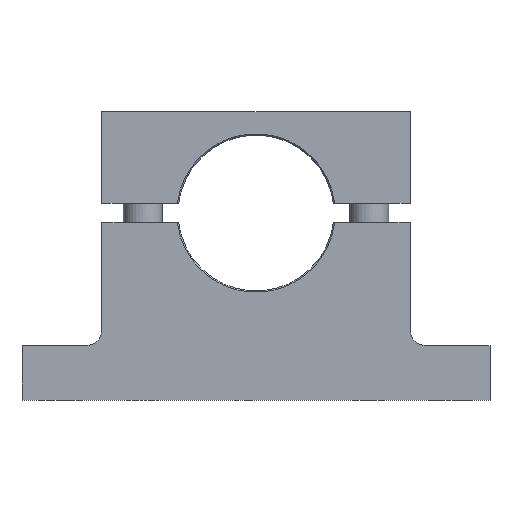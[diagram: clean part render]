
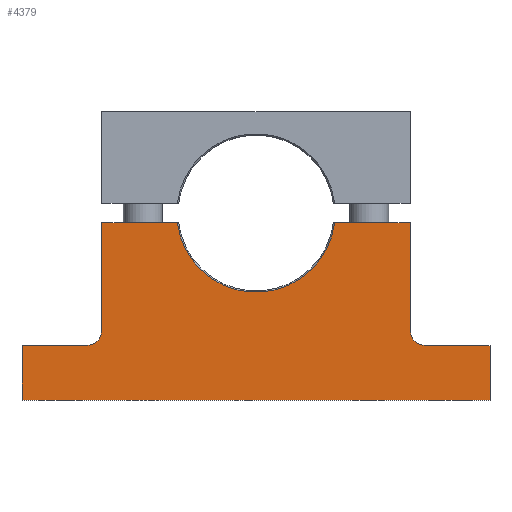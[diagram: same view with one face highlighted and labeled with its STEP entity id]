
A CAD part, top view. The second image highlights one B-rep face of the part: STEP entity #4379.
In plain terms, the highlighted planar face has unit normal (0, 0, 1).
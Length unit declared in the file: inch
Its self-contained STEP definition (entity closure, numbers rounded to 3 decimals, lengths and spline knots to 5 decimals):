
#29 = ORIENTED_EDGE ( 'NONE', *, *, #3949, .F. ) ;
#43 = CIRCLE ( 'NONE', #1972, 0.125 ) ;
#92 = LINE ( 'NONE', #1511, #2026 ) ;
#109 = DIRECTION ( 'NONE',  ( 1., 0., 0. ) ) ;
#133 = CARTESIAN_POINT ( 'NONE',  ( -1.2345, -0.07813, 0.375 ) ) ;
#183 = CARTESIAN_POINT ( 'NONE',  ( 1.3595, -1.0625, 0.375 ) ) ;
#210 = VERTEX_POINT ( 'NONE', #1230 ) ;
#241 = VECTOR ( 'NONE', #1623, 39.37008 ) ;
#282 = CARTESIAN_POINT ( 'NONE',  ( 1.2345, -0.07813, 0.375 ) ) ;
#380 = CARTESIAN_POINT ( 'NONE',  ( 1.875, -1.0625, 0.375 ) ) ;
#415 = EDGE_CURVE ( 'NONE', #4831, #4898, #4035, .T. ) ;
#516 = EDGE_LOOP ( 'NONE', ( #3266, #2969, #2214, #4659, #2077, #2680, #4010, #2374, #29, #1775, #830, #2478 ) ) ;
#525 = EDGE_CURVE ( 'NONE', #1196, #210, #3850, .T. ) ;
#597 = EDGE_CURVE ( 'NONE', #1408, #4177, #4328, .T. ) ;
#610 = CIRCLE ( 'NONE', #1825, 0.635 ) ;
#637 = VERTEX_POINT ( 'NONE', #1636 ) ;
#825 = EDGE_CURVE ( 'NONE', #4287, #4532, #3008, .T. ) ;
#830 = ORIENTED_EDGE ( 'NONE', *, *, #415, .F. ) ;
#838 = DIRECTION ( 'NONE',  ( 0., 0., -1. ) ) ;
#947 = DIRECTION ( 'NONE',  ( 0., 0., -1. ) ) ;
#1005 = LINE ( 'NONE', #380, #3948 ) ;
#1119 = CARTESIAN_POINT ( 'NONE',  ( -0.63018, -0.07813, 0.375 ) ) ;
#1196 = VERTEX_POINT ( 'NONE', #2360 ) ;
#1211 = CARTESIAN_POINT ( 'NONE',  ( 0., -0.91841, 0.375 ) ) ;
#1230 = CARTESIAN_POINT ( 'NONE',  ( -1.2345, -0.07813, 0.375 ) ) ;
#1305 = CARTESIAN_POINT ( 'NONE',  ( 0.6201, -0.07813, 0.375 ) ) ;
#1347 = FACE_OUTER_BOUND ( 'NONE', #516, .T. ) ;
#1408 = VERTEX_POINT ( 'NONE', #2144 ) ;
#1511 = CARTESIAN_POINT ( 'NONE',  ( -1.875, -1.0625, 0.375 ) ) ;
#1522 = VERTEX_POINT ( 'NONE', #2191 ) ;
#1590 = DIRECTION ( 'NONE',  ( 1., 0., 0. ) ) ;
#1593 = DIRECTION ( 'NONE',  ( 0., -1., 0. ) ) ;
#1623 = DIRECTION ( 'NONE',  ( 0., 1., 0. ) ) ;
#1636 = CARTESIAN_POINT ( 'NONE',  ( 1.2345, -0.9375, 0.375 ) ) ;
#1775 = ORIENTED_EDGE ( 'NONE', *, *, #2309, .F. ) ;
#1825 = AXIS2_PLACEMENT_3D ( 'NONE', #3137, #838, #3514 ) ;
#1961 = PLANE ( 'NONE',  #2978 ) ;
#1972 = AXIS2_PLACEMENT_3D ( 'NONE', #4715, #2411, #109 ) ;
#1982 = VECTOR ( 'NONE', #3246, 39.37008 ) ;
#2026 = VECTOR ( 'NONE', #4981, 39.37008 ) ;
#2077 = ORIENTED_EDGE ( 'NONE', *, *, #525, .F. ) ;
#2144 = CARTESIAN_POINT ( 'NONE',  ( -1.875, -1.5, 0.375 ) ) ;
#2176 = EDGE_CURVE ( 'NONE', #210, #4125, #2731, .T. ) ;
#2191 = CARTESIAN_POINT ( 'NONE',  ( 1.875, -1.5, 0.375 ) ) ;
#2214 = ORIENTED_EDGE ( 'NONE', *, *, #4984, .T. ) ;
#2247 = EDGE_CURVE ( 'NONE', #4177, #2710, #92, .T. ) ;
#2309 = EDGE_CURVE ( 'NONE', #4898, #1522, #1005, .T. ) ;
#2360 = CARTESIAN_POINT ( 'NONE',  ( -1.2345, -0.9375, 0.375 ) ) ;
#2374 = ORIENTED_EDGE ( 'NONE', *, *, #597, .F. ) ;
#2411 = DIRECTION ( 'NONE',  ( 0., 0., -1. ) ) ;
#2439 = DIRECTION ( 'NONE',  ( 1., 0., 0. ) ) ;
#2478 = ORIENTED_EDGE ( 'NONE', *, *, #3496, .T. ) ;
#2621 = VECTOR ( 'NONE', #2439, 39.37008 ) ;
#2671 = CARTESIAN_POINT ( 'NONE',  ( 0.63018, -0.07813, 0.375 ) ) ;
#2680 = ORIENTED_EDGE ( 'NONE', *, *, #3880, .T. ) ;
#2710 = VERTEX_POINT ( 'NONE', #3776 ) ;
#2731 = LINE ( 'NONE', #133, #2621 ) ;
#2877 = CIRCLE ( 'NONE', #4321, 0.125 ) ;
#2889 = VECTOR ( 'NONE', #1593, 39.37008 ) ;
#2895 = CARTESIAN_POINT ( 'NONE',  ( 1.3595, -1.0625, 0.375 ) ) ;
#2969 = ORIENTED_EDGE ( 'NONE', *, *, #825, .F. ) ;
#2978 = AXIS2_PLACEMENT_3D ( 'NONE', #1211, #3896, #1590 ) ;
#2980 = EDGE_CURVE ( 'NONE', #4532, #637, #4813, .T. ) ;
#3008 = LINE ( 'NONE', #1305, #1982 ) ;
#3137 = CARTESIAN_POINT ( 'NONE',  ( 0., 0., 0.375 ) ) ;
#3239 = CARTESIAN_POINT ( 'NONE',  ( 1.3595, -0.9375, 0.375 ) ) ;
#3246 = DIRECTION ( 'NONE',  ( 1., 0., 0. ) ) ;
#3266 = ORIENTED_EDGE ( 'NONE', *, *, #2980, .F. ) ;
#3447 = DIRECTION ( 'NONE',  ( 0., -1., 0. ) ) ;
#3487 = CARTESIAN_POINT ( 'NONE',  ( 1.875, -1.0625, 0.375 ) ) ;
#3496 = EDGE_CURVE ( 'NONE', #4831, #637, #2877, .T. ) ;
#3514 = DIRECTION ( 'NONE',  ( 1., 0., 0. ) ) ;
#3564 = CARTESIAN_POINT ( 'NONE',  ( 1.875, -1.5, 0.375 ) ) ;
#3618 = DIRECTION ( 'NONE',  ( 1., 0., 0. ) ) ;
#3729 = VECTOR ( 'NONE', #3738, 39.37008 ) ;
#3738 = DIRECTION ( 'NONE',  ( 0., 1., 0. ) ) ;
#3776 = CARTESIAN_POINT ( 'NONE',  ( -1.3595, -1.0625, 0.375 ) ) ;
#3850 = LINE ( 'NONE', #4923, #3729 ) ;
#3880 = EDGE_CURVE ( 'NONE', #1196, #2710, #43, .T. ) ;
#3896 = DIRECTION ( 'NONE',  ( 0., 0., 1. ) ) ;
#3928 = CARTESIAN_POINT ( 'NONE',  ( -1.875, -1.5, 0.375 ) ) ;
#3948 = VECTOR ( 'NONE', #3447, 39.37008 ) ;
#3949 = EDGE_CURVE ( 'NONE', #1522, #1408, #4141, .T. ) ;
#3965 = DIRECTION ( 'NONE',  ( -1., 0., 0. ) ) ;
#4010 = ORIENTED_EDGE ( 'NONE', *, *, #2247, .F. ) ;
#4014 = DIRECTION ( 'NONE',  ( 1., 0., 0. ) ) ;
#4035 = LINE ( 'NONE', #183, #4939 ) ;
#4125 = VERTEX_POINT ( 'NONE', #1119 ) ;
#4141 = LINE ( 'NONE', #3564, #4921 ) ;
#4177 = VERTEX_POINT ( 'NONE', #4956 ) ;
#4281 = CARTESIAN_POINT ( 'NONE',  ( 1.2345, -0.07813, 0.375 ) ) ;
#4287 = VERTEX_POINT ( 'NONE', #2671 ) ;
#4321 = AXIS2_PLACEMENT_3D ( 'NONE', #3239, #947, #3618 ) ;
#4328 = LINE ( 'NONE', #3928, #241 ) ;
#4379 = ADVANCED_FACE ( 'NONE', ( #1347 ), #1961, .T. ) ;
#4532 = VERTEX_POINT ( 'NONE', #282 ) ;
#4659 = ORIENTED_EDGE ( 'NONE', *, *, #2176, .F. ) ;
#4715 = CARTESIAN_POINT ( 'NONE',  ( -1.3595, -0.9375, 0.375 ) ) ;
#4813 = LINE ( 'NONE', #4281, #2889 ) ;
#4831 = VERTEX_POINT ( 'NONE', #2895 ) ;
#4898 = VERTEX_POINT ( 'NONE', #3487 ) ;
#4921 = VECTOR ( 'NONE', #3965, 39.37008 ) ;
#4923 = CARTESIAN_POINT ( 'NONE',  ( -1.2345, -0.9375, 0.375 ) ) ;
#4939 = VECTOR ( 'NONE', #4014, 39.37008 ) ;
#4956 = CARTESIAN_POINT ( 'NONE',  ( -1.875, -1.0625, 0.375 ) ) ;
#4981 = DIRECTION ( 'NONE',  ( 1., 0., 0. ) ) ;
#4984 = EDGE_CURVE ( 'NONE', #4287, #4125, #610, .T. ) ;
